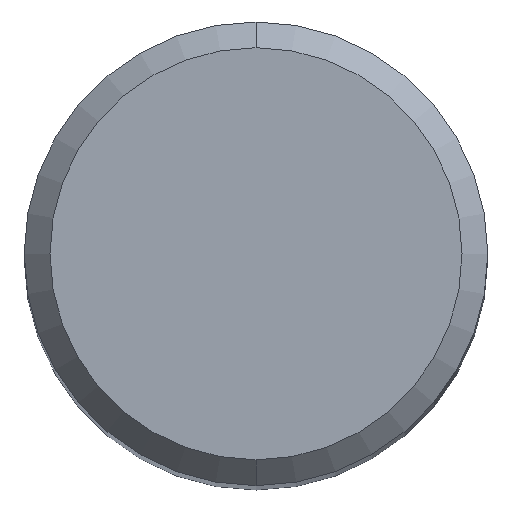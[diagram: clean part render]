
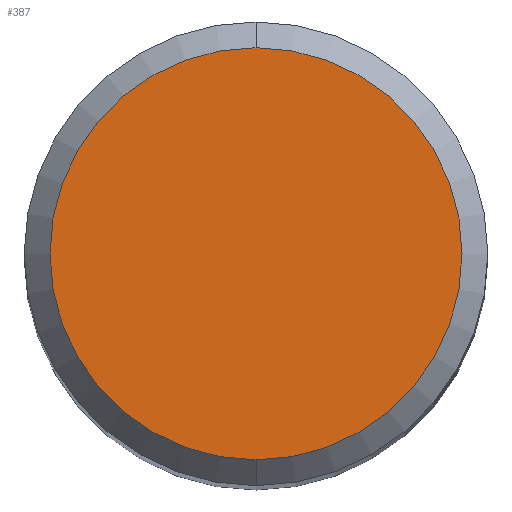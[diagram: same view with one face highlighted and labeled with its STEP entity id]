
A CAD part, top view. The second image highlights one B-rep face of the part: STEP entity #387.
In plain terms, the highlighted planar face has unit normal (0, 0, 1).
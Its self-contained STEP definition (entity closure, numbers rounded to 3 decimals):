
#181=VERTEX_POINT('',#473);
#279=VERTEX_POINT('',#581);
#303=EDGE_CURVE('',#181,#279,#609,.T.);
#373=EDGE_CURVE('',#279,#181,#685,.T.);
#387=ADVANCED_FACE('',(#700),#701,.T.);
#473=CARTESIAN_POINT('',(0.0,4.0,48.221));
#581=CARTESIAN_POINT('',(0.,-4.0,48.221));
#609=CIRCLE('',#1092,4.0);
#685=CIRCLE('',#1272,4.0);
#700=FACE_OUTER_BOUND('',#1292,.T.);
#701=PLANE('',#1293);
#1092=AXIS2_PLACEMENT_3D('',#1560,#1561,#1562);
#1272=AXIS2_PLACEMENT_3D('',#1656,#1657,#1658);
#1292=EDGE_LOOP('',(#1673,#1674));
#1293=AXIS2_PLACEMENT_3D('',#1675,#1676,#1677);
#1560=CARTESIAN_POINT('',(0.0,0.0,48.221));
#1561=DIRECTION('',(0.0,0.0,-1.0));
#1562=DIRECTION('',(0.0,1.0,0.0));
#1656=CARTESIAN_POINT('',(0.0,0.0,48.221));
#1657=DIRECTION('',(0.0,0.0,-1.0));
#1658=DIRECTION('',(0.0,1.0,0.0));
#1673=ORIENTED_EDGE('',*,*,#303,.F.);
#1674=ORIENTED_EDGE('',*,*,#373,.F.);
#1675=CARTESIAN_POINT('',(0.0,2.0,48.221));
#1676=DIRECTION('',(-0.0,0.0,1.0));
#1677=DIRECTION('',(0.0,-1.0,0.0));
